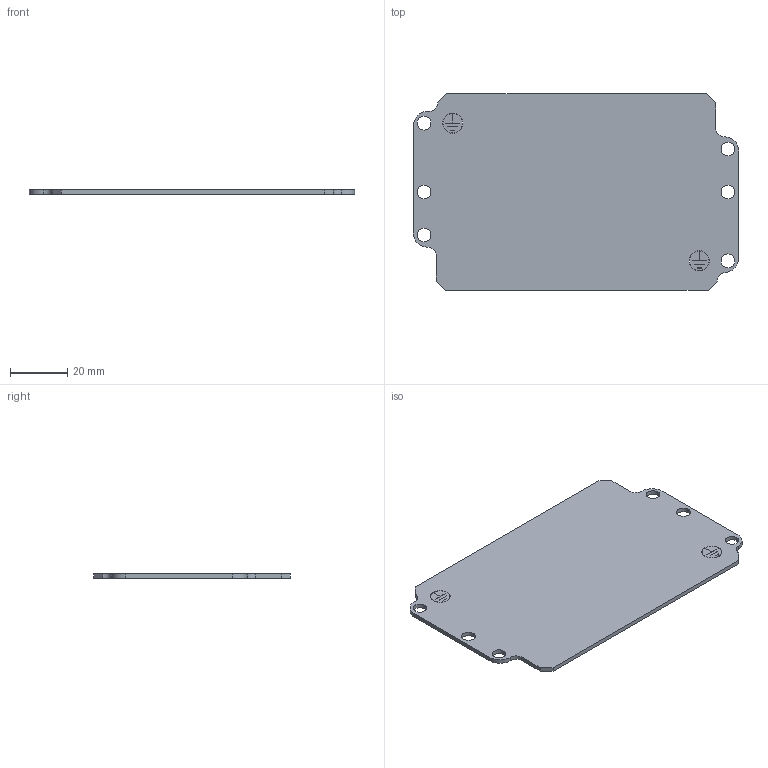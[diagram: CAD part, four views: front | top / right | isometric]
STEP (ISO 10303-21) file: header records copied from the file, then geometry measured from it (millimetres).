
FILE_DESCRIPTION (( 'STEP AP214' ), '1' );
FILE_NAME ('2370-1208-00-62.step', '2024-02-27T11:07:18', ( '' ), ( '' ), 'SwSTEP 2.0', 'SolidWorks 2019', '' );
FILE_SCHEMA (( 'AUTOMOTIVE_DESIGN' ));
Length unit declared in the file: millimetre
Products named in the file (1): 2370-1208-00-62
Bounding box: 113.5 x 68.5 x 1.5 mm (x, y, z)
Volume: 10929.9 mm3; surface area: 15431.3 mm2
Topology: 1 solids, 1 shells, 86 faces, 258 edges, 172 vertices
Faces by surface type: plane 58, cylinder 28
Entity records: 3012 total; most frequent: CARTESIAN_POINT 517, ORIENTED_EDGE 516, DIRECTION 504, EDGE_CURVE 258, LINE 186, VECTOR 186, VERTEX_POINT 172, AXIS2_PLACEMENT_3D 159
